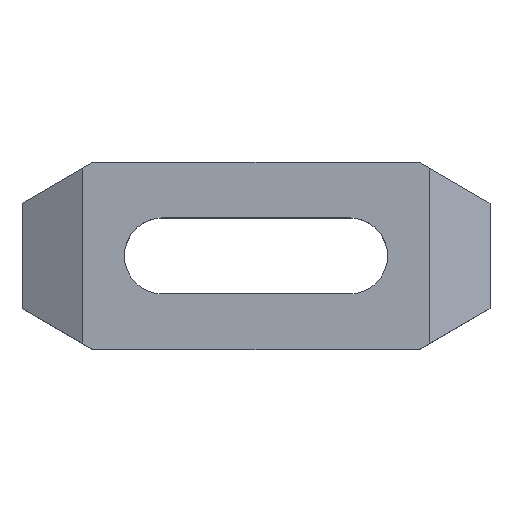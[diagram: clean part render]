
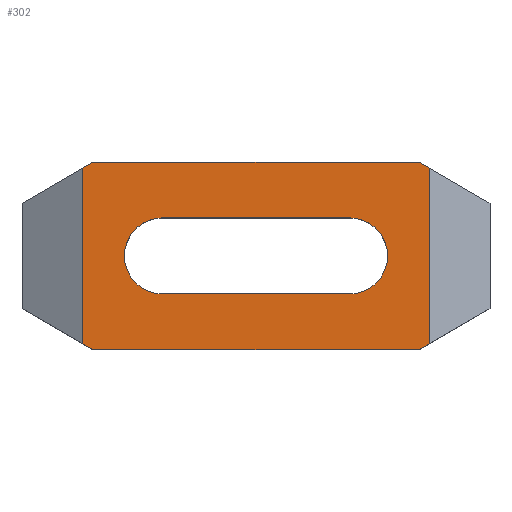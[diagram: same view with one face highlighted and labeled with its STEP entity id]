
A CAD part, top view. The second image highlights one B-rep face of the part: STEP entity #302.
In plain terms, the highlighted planar face has unit normal (0, 0, 1).
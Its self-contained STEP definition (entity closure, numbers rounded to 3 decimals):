
#3 = AXIS2_PLACEMENT_3D ( 'NONE', #594, #208, #548 ) ;
#8 = LINE ( 'NONE', #476, #307 ) ;
#19 = CARTESIAN_POINT ( 'NONE',  ( 27.876, 16., 16. ) ) ;
#26 = CARTESIAN_POINT ( 'NONE',  ( 27.876, 16., 16. ) ) ;
#27 = ORIENTED_EDGE ( 'NONE', *, *, #99, .F. ) ;
#31 = VERTEX_POINT ( 'NONE', #608 ) ;
#35 = ORIENTED_EDGE ( 'NONE', *, *, #305, .F. ) ;
#42 = ORIENTED_EDGE ( 'NONE', *, *, #448, .F. ) ;
#45 = VERTEX_POINT ( 'NONE', #85 ) ;
#50 = CARTESIAN_POINT ( 'NONE',  ( 16., -6.5, 16. ) ) ;
#60 = DIRECTION ( 'NONE',  ( 1., 0., 0. ) ) ;
#64 = CARTESIAN_POINT ( 'NONE',  ( -40., 9., 16. ) ) ;
#65 = DIRECTION ( 'NONE',  ( 0., 0., 1. ) ) ;
#66 = CIRCLE ( 'NONE', #146, 6.5 ) ;
#77 = VERTEX_POINT ( 'NONE', #316 ) ;
#85 = CARTESIAN_POINT ( 'NONE',  ( -29.608, 15., 16. ) ) ;
#89 = CIRCLE ( 'NONE', #251, 6.5 ) ;
#99 = EDGE_CURVE ( 'NONE', #133, #459, #325, .T. ) ;
#103 = CARTESIAN_POINT ( 'NONE',  ( -16., 0., 16. ) ) ;
#109 = LINE ( 'NONE', #387, #213 ) ;
#118 = ORIENTED_EDGE ( 'NONE', *, *, #412, .F. ) ;
#121 = EDGE_CURVE ( 'NONE', #133, #331, #109, .T. ) ;
#130 = EDGE_CURVE ( 'NONE', #550, #356, #431, .T. ) ;
#133 = VERTEX_POINT ( 'NONE', #192 ) ;
#137 = VECTOR ( 'NONE', #201, 1000. ) ;
#141 = CARTESIAN_POINT ( 'NONE',  ( 40., -9., 16. ) ) ;
#142 = ORIENTED_EDGE ( 'NONE', *, *, #161, .F. ) ;
#146 = AXIS2_PLACEMENT_3D ( 'NONE', #103, #236, #384 ) ;
#147 = CIRCLE ( 'NONE', #3, 6.5 ) ;
#148 = LINE ( 'NONE', #19, #137 ) ;
#156 = EDGE_CURVE ( 'NONE', #595, #77, #8, .T. ) ;
#157 = LINE ( 'NONE', #540, #196 ) ;
#161 = EDGE_CURVE ( 'NONE', #31, #471, #288, .T. ) ;
#164 = EDGE_LOOP ( 'NONE', ( #118, #142, #320, #27, #411, #216, #450, #35 ) ) ;
#165 = DIRECTION ( 'NONE',  ( -1., 0., 0. ) ) ;
#179 = ORIENTED_EDGE ( 'NONE', *, *, #413, .F. ) ;
#192 = CARTESIAN_POINT ( 'NONE',  ( 29.608, -15., 16. ) ) ;
#194 = DIRECTION ( 'NONE',  ( -0.866, 0.5, 0. ) ) ;
#196 = VECTOR ( 'NONE', #346, 1000. ) ;
#197 = EDGE_CURVE ( 'NONE', #310, #379, #66, .T. ) ;
#201 = DIRECTION ( 'NONE',  ( 0.866, -0.5, 0. ) ) ;
#206 = VECTOR ( 'NONE', #473, 1000. ) ;
#207 = VECTOR ( 'NONE', #427, 1000. ) ;
#208 = DIRECTION ( 'NONE',  ( 0., 0., 1. ) ) ;
#213 = VECTOR ( 'NONE', #329, 1000. ) ;
#216 = ORIENTED_EDGE ( 'NONE', *, *, #259, .F. ) ;
#236 = DIRECTION ( 'NONE',  ( 0., 0., 1. ) ) ;
#249 = DIRECTION ( 'NONE',  ( 0.866, 0.5, 0. ) ) ;
#251 = AXIS2_PLACEMENT_3D ( 'NONE', #449, #65, #504 ) ;
#259 = EDGE_CURVE ( 'NONE', #356, #331, #148, .T. ) ;
#262 = VERTEX_POINT ( 'NONE', #534 ) ;
#277 = CARTESIAN_POINT ( 'NONE',  ( 27.876, -16., 16. ) ) ;
#288 = LINE ( 'NONE', #568, #553 ) ;
#302 = ADVANCED_FACE ( 'NONE', ( #350, #399 ), #394, .F. ) ;
#305 = EDGE_CURVE ( 'NONE', #45, #550, #444, .T. ) ;
#307 = VECTOR ( 'NONE', #577, 1000. ) ;
#308 = CARTESIAN_POINT ( 'NONE',  ( -29.608, -15., 16. ) ) ;
#310 = VERTEX_POINT ( 'NONE', #588 ) ;
#311 = ORIENTED_EDGE ( 'NONE', *, *, #341, .F. ) ;
#316 = CARTESIAN_POINT ( 'NONE',  ( -16., -6.5, 16. ) ) ;
#320 = ORIENTED_EDGE ( 'NONE', *, *, #366, .F. ) ;
#321 = CARTESIAN_POINT ( 'NONE',  ( 16., 6.5, 16. ) ) ;
#325 = LINE ( 'NONE', #141, #206 ) ;
#329 = DIRECTION ( 'NONE',  ( 0., 1., 0. ) ) ;
#330 = VECTOR ( 'NONE', #60, 1000. ) ;
#331 = VERTEX_POINT ( 'NONE', #500 ) ;
#341 = EDGE_CURVE ( 'NONE', #379, #77, #147, .T. ) ;
#346 = DIRECTION ( 'NONE',  ( -1., 0., 0. ) ) ;
#350 = FACE_BOUND ( 'NONE', #372, .T. ) ;
#356 = VERTEX_POINT ( 'NONE', #26 ) ;
#360 = DIRECTION ( 'NONE',  ( 0., 0., -1. ) ) ;
#366 = EDGE_CURVE ( 'NONE', #459, #31, #157, .T. ) ;
#372 = EDGE_LOOP ( 'NONE', ( #179, #451, #311, #380, #42 ) ) ;
#379 = VERTEX_POINT ( 'NONE', #495 ) ;
#380 = ORIENTED_EDGE ( 'NONE', *, *, #197, .F. ) ;
#382 = CARTESIAN_POINT ( 'NONE',  ( -27.876, 16., 16. ) ) ;
#384 = DIRECTION ( 'NONE',  ( 1., 0., 0. ) ) ;
#385 = VECTOR ( 'NONE', #542, 1000. ) ;
#387 = CARTESIAN_POINT ( 'NONE',  ( 29.608, -32.094, 16. ) ) ;
#394 = PLANE ( 'NONE',  #583 ) ;
#397 = LINE ( 'NONE', #401, #385 ) ;
#399 = FACE_OUTER_BOUND ( 'NONE', #164, .T. ) ;
#401 = CARTESIAN_POINT ( 'NONE',  ( -29.608, -32.094, 16. ) ) ;
#411 = ORIENTED_EDGE ( 'NONE', *, *, #121, .T. ) ;
#412 = EDGE_CURVE ( 'NONE', #471, #45, #397, .T. ) ;
#413 = EDGE_CURVE ( 'NONE', #595, #262, #89, .T. ) ;
#427 = DIRECTION ( 'NONE',  ( -1., 0., 0. ) ) ;
#431 = LINE ( 'NONE', #382, #330 ) ;
#444 = LINE ( 'NONE', #64, #465 ) ;
#448 = EDGE_CURVE ( 'NONE', #262, #310, #551, .T. ) ;
#449 = CARTESIAN_POINT ( 'NONE',  ( 16., 0., 16. ) ) ;
#450 = ORIENTED_EDGE ( 'NONE', *, *, #130, .F. ) ;
#451 = ORIENTED_EDGE ( 'NONE', *, *, #156, .T. ) ;
#459 = VERTEX_POINT ( 'NONE', #277 ) ;
#465 = VECTOR ( 'NONE', #249, 1000. ) ;
#471 = VERTEX_POINT ( 'NONE', #308 ) ;
#473 = DIRECTION ( 'NONE',  ( -0.866, -0.5, 0. ) ) ;
#476 = CARTESIAN_POINT ( 'NONE',  ( 16., -6.5, 16. ) ) ;
#495 = CARTESIAN_POINT ( 'NONE',  ( -22.5, 0., 16. ) ) ;
#500 = CARTESIAN_POINT ( 'NONE',  ( 29.608, 15., 16. ) ) ;
#504 = DIRECTION ( 'NONE',  ( 1., 0., 0. ) ) ;
#534 = CARTESIAN_POINT ( 'NONE',  ( 16., 6.5, 16. ) ) ;
#540 = CARTESIAN_POINT ( 'NONE',  ( 27.876, -16., 16. ) ) ;
#542 = DIRECTION ( 'NONE',  ( 0., 1., 0. ) ) ;
#544 = CARTESIAN_POINT ( 'NONE',  ( 0., -32.094, 16. ) ) ;
#548 = DIRECTION ( 'NONE',  ( 1., 0., 0. ) ) ;
#550 = VERTEX_POINT ( 'NONE', #600 ) ;
#551 = LINE ( 'NONE', #321, #207 ) ;
#553 = VECTOR ( 'NONE', #194, 1000. ) ;
#568 = CARTESIAN_POINT ( 'NONE',  ( -27.876, -16., 16. ) ) ;
#577 = DIRECTION ( 'NONE',  ( -1., 0., 0. ) ) ;
#583 = AXIS2_PLACEMENT_3D ( 'NONE', #544, #360, #165 ) ;
#588 = CARTESIAN_POINT ( 'NONE',  ( -16., 6.5, 16. ) ) ;
#594 = CARTESIAN_POINT ( 'NONE',  ( -16., 0., 16. ) ) ;
#595 = VERTEX_POINT ( 'NONE', #50 ) ;
#600 = CARTESIAN_POINT ( 'NONE',  ( -27.876, 16., 16. ) ) ;
#608 = CARTESIAN_POINT ( 'NONE',  ( -27.876, -16., 16. ) ) ;
